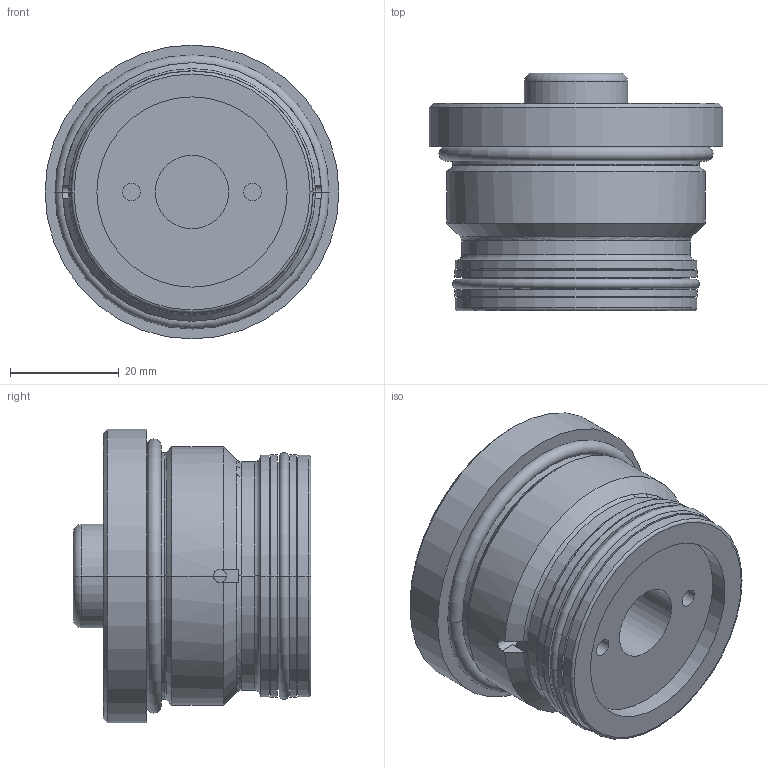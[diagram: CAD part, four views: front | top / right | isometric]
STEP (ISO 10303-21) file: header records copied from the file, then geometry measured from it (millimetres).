
FILE_DESCRIPTION((''),'2;1');
FILE_NAME('ILC21021300','2015-03-04T',('kr'),(''),'PRO/ENGINEER BY PARAMETRIC TECHNOLOGY CORPORATION, 2013320','PRO/ENGINEER BY PARAMETRIC TECHNOLOGY CORPORATION, 2013320','');
FILE_SCHEMA(('AUTOMOTIVE_DESIGN { 1 0 10303 214 1 1 1 1 }'));
Length unit declared in the file: inch
Products named in the file (3): ILC21021300_BODY; ILC21021300_PLUNGER; ILC21021300
Assembly tree (2 placements, depth 2):
  ILC21021300
    ILC21021300_BODY
    ILC21021300_PLUNGER
Bounding box: 53.98 x 43.64 x 53.98 mm (x, y, z)
Volume: 59271.3 mm3; surface area: 22695.5 mm2
Topology: 2 solids, 3 shells, 115 faces, 260 edges, 156 vertices
Faces by surface type: cylinder 52, plane 27, torus 20, cone 16
Entity records: 3680 total; most frequent: CARTESIAN_POINT 681, DIRECTION 630, ORIENTED_EDGE 500, AXIS2_PLACEMENT_3D 272, EDGE_CURVE 252, VERTEX_POINT 156, CIRCLE 150, EDGE_LOOP 136
